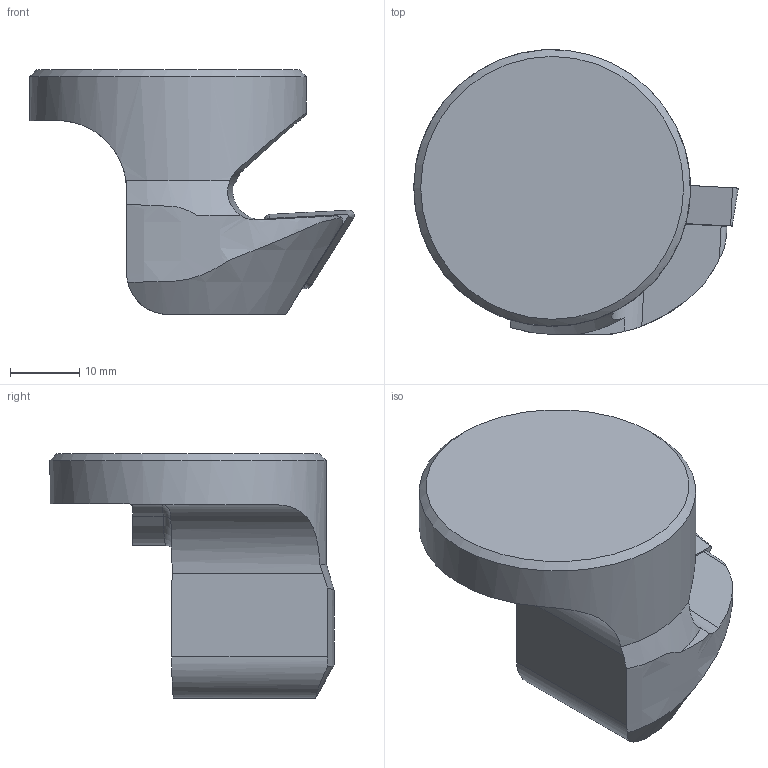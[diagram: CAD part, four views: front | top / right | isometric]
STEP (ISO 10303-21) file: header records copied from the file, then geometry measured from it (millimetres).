
FILE_DESCRIPTION(/* description */ (''),/* implementation_level */ '2;1');
FILE_NAME(/* name */ '1573020197358.stp',/* time_stamp */ '2019-11-06T11:33:39+05:00',/* author */ (''),/* organization */ ('SMS'),/* preprocessor_version */ 'ST-DEVELOPER v16.7',/* originating_system */ 'SIEMENS PLM Software NX 12.0',/* authorisation */ '');
FILE_SCHEMA (('AUTOMOTIVE_DESIGN { 1 0 10303 214 3 1 1 1 }'));
Length unit declared in the file: millimetre
Products named in the file (4): ASSEMBLY_CONSTRUCTION; 202599669mod000_00; 202603351mod000_00; 202603464mod000_00
Assembly tree (3 placements, depth 2):
  202603464mod000_00
    202603351mod000_00
    202599669mod000_00
    ASSEMBLY_CONSTRUCTION
Bounding box: 46.9 x 41.07 x 35.38 mm (x, y, z)
Volume: 22238.2 mm3; surface area: 6532.5 mm2
Topology: 2 solids, 2 shells, 69 faces, 183 edges, 125 vertices
Faces by surface type: plane 36, cylinder 20, cone 8, torus 4, extrusion 1
Full cylindrical faces by diameter (mm): 6.141 x2, 40 x1
Entity records: 2561 total; most frequent: CARTESIAN_POINT 704, DIRECTION 367, ORIENTED_EDGE 352, EDGE_CURVE 176, AXIS2_PLACEMENT_3D 137, VERTEX_POINT 116, VECTOR 93, LINE 92
